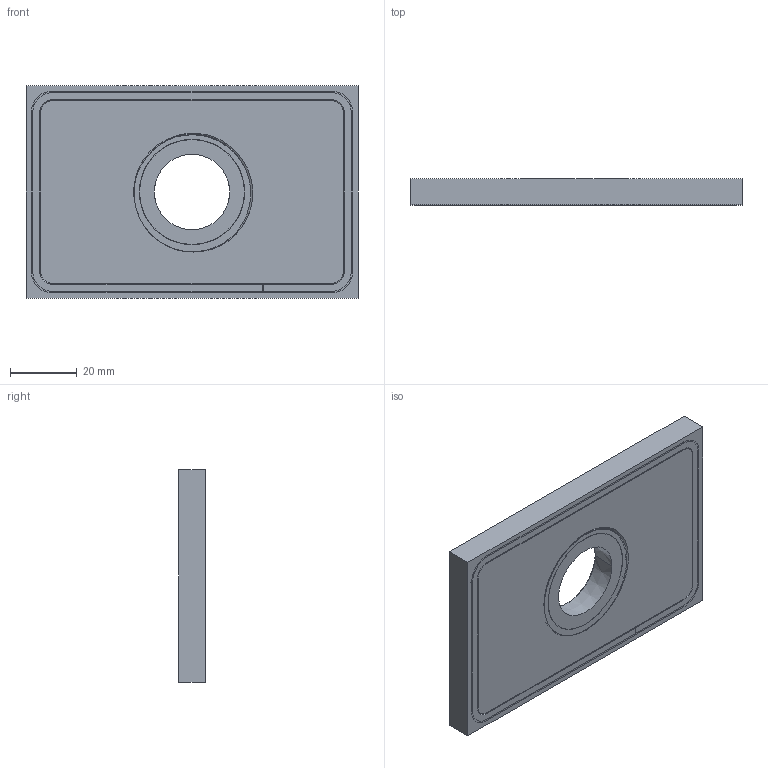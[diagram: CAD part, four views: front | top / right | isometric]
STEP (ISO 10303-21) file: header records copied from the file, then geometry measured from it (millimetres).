
FILE_DESCRIPTION((''),'2;1');
FILE_NAME('289-9_WEB','2011-07-06T',('ravindrashirol'),(''),'PRO/ENGINEER BY PARAMETRIC TECHNOLOGY CORPORATION, 2009300','PRO/ENGINEER BY PARAMETRIC TECHNOLOGY CORPORATION, 2009300','');
FILE_SCHEMA(('CONFIG_CONTROL_DESIGN'));
Length unit declared in the file: inch
Products named in the file (1): 289-9_WEB
Bounding box: 99.31 x 7.87 x 63.5 mm (x, y, z)
Surface area: 17755.8 mm2 (no closed solid volume)
Topology: 0 solids, 5 shells, 31 faces, 126 edges, 101 vertices
Faces by surface type: plane 11, cylinder 8, bspline 4, cone 4, torus 4
Entity records: 2475 total; most frequent: CARTESIAN_POINT 1387, DIRECTION 218, ORIENTED_EDGE 200, EDGE_CURVE 126, VERTEX_POINT 101, AXIS2_PLACEMENT_3D 88, CIRCLE 61, VECTOR 42
